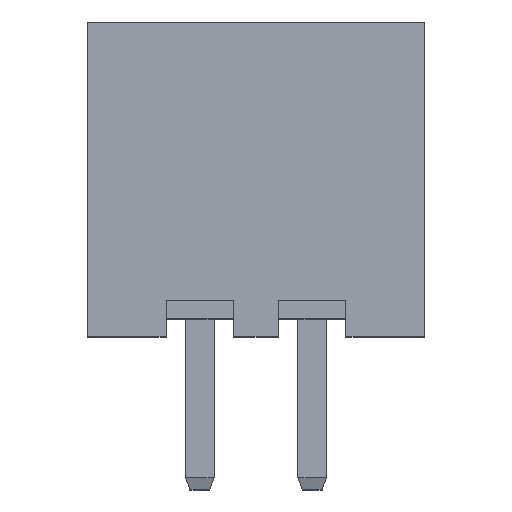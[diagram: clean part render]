
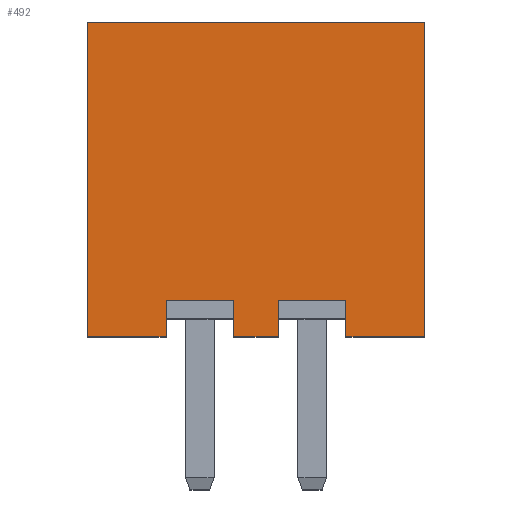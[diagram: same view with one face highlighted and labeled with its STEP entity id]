
A CAD part, top view. The second image highlights one B-rep face of the part: STEP entity #492.
In plain terms, the highlighted planar face has unit normal (0, 0, 1).
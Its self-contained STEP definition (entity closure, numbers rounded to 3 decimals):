
#9 = VECTOR ( 'NONE', #1772, 1000. ) ;
#26 = CARTESIAN_POINT ( 'NONE',  ( 3.75, 7., 2.875 ) ) ;
#42 = LINE ( 'NONE', #79, #1114 ) ;
#52 = CARTESIAN_POINT ( 'NONE',  ( -2., 0., 2.875 ) ) ;
#79 = CARTESIAN_POINT ( 'NONE',  ( -3.75, 0., 2.875 ) ) ;
#99 = CARTESIAN_POINT ( 'NONE',  ( -0.5, 0.8, 2.875 ) ) ;
#126 = CARTESIAN_POINT ( 'NONE',  ( 0.5, 0., 2.875 ) ) ;
#149 = VERTEX_POINT ( 'NONE', #99 ) ;
#183 = LINE ( 'NONE', #956, #9 ) ;
#190 = ORIENTED_EDGE ( 'NONE', *, *, #2255, .T. ) ;
#196 = DIRECTION ( 'NONE',  ( 0., -1., 0. ) ) ;
#200 = ORIENTED_EDGE ( 'NONE', *, *, #1808, .T. ) ;
#226 = EDGE_CURVE ( 'NONE', #1371, #308, #661, .T. ) ;
#231 = CARTESIAN_POINT ( 'NONE',  ( -3.75, 0., 2.875 ) ) ;
#308 = VERTEX_POINT ( 'NONE', #313 ) ;
#313 = CARTESIAN_POINT ( 'NONE',  ( 2., 0.8, 2.875 ) ) ;
#323 = VERTEX_POINT ( 'NONE', #911 ) ;
#337 = PLANE ( 'NONE',  #951 ) ;
#375 = CARTESIAN_POINT ( 'NONE',  ( 3.75, 7., 2.875 ) ) ;
#405 = CARTESIAN_POINT ( 'NONE',  ( 2., 0., 2.875 ) ) ;
#419 = CARTESIAN_POINT ( 'NONE',  ( -0.5, 0., 2.875 ) ) ;
#444 = ORIENTED_EDGE ( 'NONE', *, *, #711, .F. ) ;
#450 = VECTOR ( 'NONE', #621, 1000. ) ;
#474 = DIRECTION ( 'NONE',  ( 1., 0., 0. ) ) ;
#483 = ORIENTED_EDGE ( 'NONE', *, *, #2190, .T. ) ;
#491 = EDGE_CURVE ( 'NONE', #2186, #149, #1441, .T. ) ;
#492 = ADVANCED_FACE ( 'NONE', ( #2215 ), #337, .F. ) ;
#495 = ORIENTED_EDGE ( 'NONE', *, *, #1560, .F. ) ;
#519 = DIRECTION ( 'NONE',  ( -1., 0., 0. ) ) ;
#523 = CARTESIAN_POINT ( 'NONE',  ( 0.5, 0., 2.875 ) ) ;
#532 = CARTESIAN_POINT ( 'NONE',  ( -3.75, 7., 2.875 ) ) ;
#549 = VECTOR ( 'NONE', #1823, 1000. ) ;
#566 = LINE ( 'NONE', #126, #962 ) ;
#621 = DIRECTION ( 'NONE',  ( 1., 0., 0. ) ) ;
#638 = CARTESIAN_POINT ( 'NONE',  ( -0.5, 0.8, 2.875 ) ) ;
#661 = LINE ( 'NONE', #1385, #1683 ) ;
#664 = CARTESIAN_POINT ( 'NONE',  ( 2., 0.8, 2.875 ) ) ;
#678 = VECTOR ( 'NONE', #2139, 1000. ) ;
#684 = EDGE_LOOP ( 'NONE', ( #495, #1968, #1466, #190, #444, #1025, #483, #200, #2203, #2012, #782, #919 ) ) ;
#696 = VERTEX_POINT ( 'NONE', #26 ) ;
#711 = EDGE_CURVE ( 'NONE', #696, #1014, #794, .T. ) ;
#723 = CARTESIAN_POINT ( 'NONE',  ( -0.5, 0.4, 2.875 ) ) ;
#750 = DIRECTION ( 'NONE',  ( 0., -1., 0. ) ) ;
#782 = ORIENTED_EDGE ( 'NONE', *, *, #491, .F. ) ;
#788 = EDGE_CURVE ( 'NONE', #2186, #1181, #42, .T. ) ;
#793 = VERTEX_POINT ( 'NONE', #52 ) ;
#794 = LINE ( 'NONE', #375, #1414 ) ;
#835 = CARTESIAN_POINT ( 'NONE',  ( -3.75, 7., 2.875 ) ) ;
#851 = LINE ( 'NONE', #638, #450 ) ;
#879 = VECTOR ( 'NONE', #750, 1000. ) ;
#911 = CARTESIAN_POINT ( 'NONE',  ( 0.5, 0.8, 2.875 ) ) ;
#919 = ORIENTED_EDGE ( 'NONE', *, *, #788, .T. ) ;
#951 = AXIS2_PLACEMENT_3D ( 'NONE', #532, #2026, #519 ) ;
#956 = CARTESIAN_POINT ( 'NONE',  ( -3.75, 0., 2.875 ) ) ;
#958 = CARTESIAN_POINT ( 'NONE',  ( -2., 0.8, 2.875 ) ) ;
#962 = VECTOR ( 'NONE', #2011, 1000. ) ;
#969 = CARTESIAN_POINT ( 'NONE',  ( -2., 0., 2.875 ) ) ;
#1014 = VERTEX_POINT ( 'NONE', #1415 ) ;
#1025 = ORIENTED_EDGE ( 'NONE', *, *, #1398, .F. ) ;
#1114 = VECTOR ( 'NONE', #1775, 1000. ) ;
#1181 = VERTEX_POINT ( 'NONE', #523 ) ;
#1316 = CARTESIAN_POINT ( 'NONE',  ( -3.75, 7., 2.875 ) ) ;
#1371 = VERTEX_POINT ( 'NONE', #405 ) ;
#1385 = CARTESIAN_POINT ( 'NONE',  ( 2., 0.4, 2.875 ) ) ;
#1398 = EDGE_CURVE ( 'NONE', #2263, #696, #1852, .T. ) ;
#1414 = VECTOR ( 'NONE', #1493, 1000. ) ;
#1415 = CARTESIAN_POINT ( 'NONE',  ( 3.75, 0., 2.875 ) ) ;
#1441 = LINE ( 'NONE', #723, #549 ) ;
#1466 = ORIENTED_EDGE ( 'NONE', *, *, #226, .F. ) ;
#1493 = DIRECTION ( 'NONE',  ( 0., -1., 0. ) ) ;
#1528 = LINE ( 'NONE', #1316, #2208 ) ;
#1560 = EDGE_CURVE ( 'NONE', #323, #1181, #566, .T. ) ;
#1652 = VECTOR ( 'NONE', #1739, 1000. ) ;
#1683 = VECTOR ( 'NONE', #1782, 1000. ) ;
#1696 = VECTOR ( 'NONE', #474, 1000. ) ;
#1739 = DIRECTION ( 'NONE',  ( 1., 0., 0. ) ) ;
#1763 = VERTEX_POINT ( 'NONE', #1898 ) ;
#1772 = DIRECTION ( 'NONE',  ( 1., 0., 0. ) ) ;
#1775 = DIRECTION ( 'NONE',  ( 1., 0., 0. ) ) ;
#1782 = DIRECTION ( 'NONE',  ( 0., 1., 0. ) ) ;
#1808 = EDGE_CURVE ( 'NONE', #1763, #793, #1920, .T. ) ;
#1823 = DIRECTION ( 'NONE',  ( 0., 1., 0. ) ) ;
#1847 = VERTEX_POINT ( 'NONE', #958 ) ;
#1852 = LINE ( 'NONE', #835, #678 ) ;
#1898 = CARTESIAN_POINT ( 'NONE',  ( -3.75, 0., 2.875 ) ) ;
#1920 = LINE ( 'NONE', #231, #1652 ) ;
#1968 = ORIENTED_EDGE ( 'NONE', *, *, #1973, .T. ) ;
#1973 = EDGE_CURVE ( 'NONE', #323, #308, #2339, .T. ) ;
#2011 = DIRECTION ( 'NONE',  ( 0., -1., 0. ) ) ;
#2012 = ORIENTED_EDGE ( 'NONE', *, *, #2281, .T. ) ;
#2026 = DIRECTION ( 'NONE',  ( 0., 0., -1. ) ) ;
#2131 = CARTESIAN_POINT ( 'NONE',  ( -3.75, 7., 2.875 ) ) ;
#2139 = DIRECTION ( 'NONE',  ( 1., 0., 0. ) ) ;
#2143 = EDGE_CURVE ( 'NONE', #1847, #793, #2292, .T. ) ;
#2186 = VERTEX_POINT ( 'NONE', #419 ) ;
#2190 = EDGE_CURVE ( 'NONE', #2263, #1763, #1528, .T. ) ;
#2203 = ORIENTED_EDGE ( 'NONE', *, *, #2143, .F. ) ;
#2208 = VECTOR ( 'NONE', #196, 1000. ) ;
#2215 = FACE_OUTER_BOUND ( 'NONE', #684, .T. ) ;
#2255 = EDGE_CURVE ( 'NONE', #1371, #1014, #183, .T. ) ;
#2263 = VERTEX_POINT ( 'NONE', #2131 ) ;
#2281 = EDGE_CURVE ( 'NONE', #1847, #149, #851, .T. ) ;
#2292 = LINE ( 'NONE', #969, #879 ) ;
#2339 = LINE ( 'NONE', #664, #1696 ) ;
